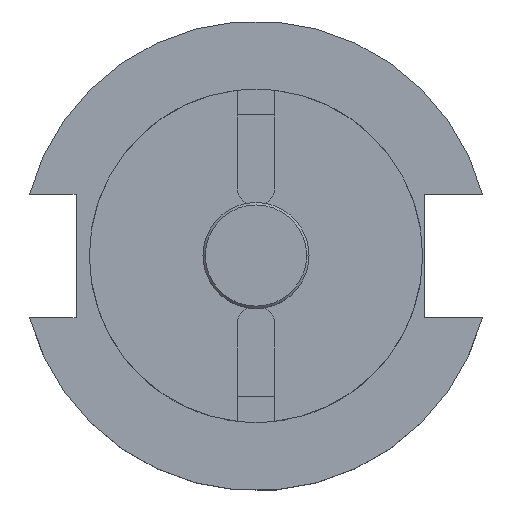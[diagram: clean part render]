
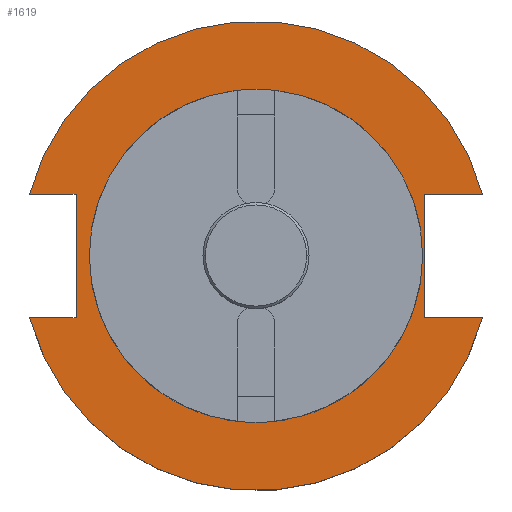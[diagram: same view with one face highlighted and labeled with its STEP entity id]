
A CAD part, top view. The second image highlights one B-rep face of the part: STEP entity #1619.
In plain terms, the highlighted planar face has unit normal (0, 0, 1).
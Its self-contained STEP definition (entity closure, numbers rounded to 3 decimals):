
#17 = EDGE_CURVE ( 'NONE', #1932, #920, #846, .T. ) ;
#102 = DIRECTION ( 'NONE',  ( 1., 0., 0. ) ) ;
#109 = CARTESIAN_POINT ( 'NONE',  ( 35.306, -12.954, 19.05 ) ) ;
#122 = VERTEX_POINT ( 'NONE', #1002 ) ;
#126 = EDGE_CURVE ( 'NONE', #434, #399, #226, .T. ) ;
#145 = AXIS2_PLACEMENT_3D ( 'NONE', #1078, #1087, #1094 ) ;
#168 = FACE_OUTER_BOUND ( 'NONE', #1532, .T. ) ;
#193 = ORIENTED_EDGE ( 'NONE', *, *, #1624, .F. ) ;
#203 = CIRCLE ( 'NONE', #1552, 49.212 ) ;
#206 = CARTESIAN_POINT ( 'NONE',  ( 34.925, 0., 19.05 ) ) ;
#226 = CIRCLE ( 'NONE', #1517, 34.925 ) ;
#258 = CARTESIAN_POINT ( 'NONE',  ( -63.719, -12.954, 19.05 ) ) ;
#287 = CARTESIAN_POINT ( 'NONE',  ( -37.719, 12.954, 19.05 ) ) ;
#288 = VECTOR ( 'NONE', #635, 1000. ) ;
#294 = DIRECTION ( 'NONE',  ( 0., 0., 1. ) ) ;
#304 = ORIENTED_EDGE ( 'NONE', *, *, #17, .F. ) ;
#308 = VERTEX_POINT ( 'NONE', #1963 ) ;
#313 = ORIENTED_EDGE ( 'NONE', *, *, #342, .F. ) ;
#341 = LINE ( 'NONE', #2180, #288 ) ;
#342 = EDGE_CURVE ( 'NONE', #1632, #308, #1582, .T. ) ;
#364 = ORIENTED_EDGE ( 'NONE', *, *, #466, .F. ) ;
#399 = VERTEX_POINT ( 'NONE', #206 ) ;
#400 = VECTOR ( 'NONE', #1742, 1000. ) ;
#401 = CARTESIAN_POINT ( 'NONE',  ( -34.925, 0., 19.05 ) ) ;
#434 = VERTEX_POINT ( 'NONE', #401 ) ;
#466 = EDGE_CURVE ( 'NONE', #399, #434, #1207, .T. ) ;
#563 = EDGE_CURVE ( 'NONE', #689, #867, #1052, .T. ) ;
#576 = DIRECTION ( 'NONE',  ( 0., 0., 1. ) ) ;
#596 = LINE ( 'NONE', #287, #637 ) ;
#599 = VECTOR ( 'NONE', #1921, 1000. ) ;
#612 = CARTESIAN_POINT ( 'NONE',  ( 0., 49.212, 19.05 ) ) ;
#633 = ORIENTED_EDGE ( 'NONE', *, *, #778, .T. ) ;
#635 = DIRECTION ( 'NONE',  ( -1., 0., 0. ) ) ;
#637 = VECTOR ( 'NONE', #1129, 1000. ) ;
#689 = VERTEX_POINT ( 'NONE', #698 ) ;
#698 = CARTESIAN_POINT ( 'NONE',  ( -37.719, 12.954, 19.05 ) ) ;
#748 = CARTESIAN_POINT ( 'NONE',  ( 35.306, -12.954, 19.05 ) ) ;
#778 = EDGE_CURVE ( 'NONE', #1632, #122, #1127, .T. ) ;
#788 = CARTESIAN_POINT ( 'NONE',  ( 0., 0., 19.05 ) ) ;
#796 = DIRECTION ( 'NONE',  ( 0., 0., 1. ) ) ;
#825 = DIRECTION ( 'NONE',  ( 1., 0., 0. ) ) ;
#846 = LINE ( 'NONE', #1830, #400 ) ;
#848 = CARTESIAN_POINT ( 'NONE',  ( 0., 0., 19.05 ) ) ;
#867 = VERTEX_POINT ( 'NONE', #1032 ) ;
#888 = CARTESIAN_POINT ( 'NONE',  ( -63.719, 12.954, 19.05 ) ) ;
#890 = DIRECTION ( 'NONE',  ( 0., 0., 1. ) ) ;
#900 = EDGE_CURVE ( 'NONE', #1504, #867, #203, .T. ) ;
#920 = VERTEX_POINT ( 'NONE', #748 ) ;
#925 = DIRECTION ( 'NONE',  ( 1., 0., 0. ) ) ;
#973 = AXIS2_PLACEMENT_3D ( 'NONE', #848, #890, #925 ) ;
#993 = ORIENTED_EDGE ( 'NONE', *, *, #563, .F. ) ;
#1002 = CARTESIAN_POINT ( 'NONE',  ( 47.477, -12.954, 19.05 ) ) ;
#1032 = CARTESIAN_POINT ( 'NONE',  ( -47.477, 12.954, 19.05 ) ) ;
#1052 = LINE ( 'NONE', #888, #599 ) ;
#1078 = CARTESIAN_POINT ( 'NONE',  ( 0., 0., 19.05 ) ) ;
#1087 = DIRECTION ( 'NONE',  ( 0., 0., 1. ) ) ;
#1094 = DIRECTION ( 'NONE',  ( 1., 0., 0. ) ) ;
#1127 = CIRCLE ( 'NONE', #973, 49.212 ) ;
#1129 = DIRECTION ( 'NONE',  ( 0., 1., 0. ) ) ;
#1149 = PLANE ( 'NONE',  #2158 ) ;
#1207 = CIRCLE ( 'NONE', #145, 34.925 ) ;
#1219 = DIRECTION ( 'NONE',  ( 1., 0., 0. ) ) ;
#1229 = CARTESIAN_POINT ( 'NONE',  ( 0., 0., 19.05 ) ) ;
#1291 = DIRECTION ( 'NONE',  ( 1., 0., 0. ) ) ;
#1388 = ORIENTED_EDGE ( 'NONE', *, *, #1539, .F. ) ;
#1504 = VERTEX_POINT ( 'NONE', #2017 ) ;
#1506 = FACE_BOUND ( 'NONE', #1948, .T. ) ;
#1517 = AXIS2_PLACEMENT_3D ( 'NONE', #788, #796, #825 ) ;
#1532 = EDGE_LOOP ( 'NONE', ( #633, #1388, #304, #1695, #1600, #993, #193, #313 ) ) ;
#1539 = EDGE_CURVE ( 'NONE', #920, #122, #1722, .T. ) ;
#1547 = EDGE_CURVE ( 'NONE', #1504, #1932, #341, .T. ) ;
#1552 = AXIS2_PLACEMENT_3D ( 'NONE', #1229, #576, #1219 ) ;
#1582 = LINE ( 'NONE', #258, #1745 ) ;
#1600 = ORIENTED_EDGE ( 'NONE', *, *, #900, .T. ) ;
#1619 = ADVANCED_FACE ( 'NONE', ( #1506, #168 ), #1149, .T. ) ;
#1624 = EDGE_CURVE ( 'NONE', #308, #689, #596, .T. ) ;
#1632 = VERTEX_POINT ( 'NONE', #2157 ) ;
#1695 = ORIENTED_EDGE ( 'NONE', *, *, #1547, .F. ) ;
#1722 = LINE ( 'NONE', #109, #2107 ) ;
#1742 = DIRECTION ( 'NONE',  ( 0., -1., 0. ) ) ;
#1745 = VECTOR ( 'NONE', #1291, 1000. ) ;
#1830 = CARTESIAN_POINT ( 'NONE',  ( 35.306, 12.954, 19.05 ) ) ;
#1921 = DIRECTION ( 'NONE',  ( -1., 0., 0. ) ) ;
#1932 = VERTEX_POINT ( 'NONE', #2003 ) ;
#1948 = EDGE_LOOP ( 'NONE', ( #364, #2106 ) ) ;
#1963 = CARTESIAN_POINT ( 'NONE',  ( -37.719, -12.954, 19.05 ) ) ;
#2003 = CARTESIAN_POINT ( 'NONE',  ( 35.306, 12.954, 19.05 ) ) ;
#2017 = CARTESIAN_POINT ( 'NONE',  ( 47.477, 12.954, 19.05 ) ) ;
#2106 = ORIENTED_EDGE ( 'NONE', *, *, #126, .F. ) ;
#2107 = VECTOR ( 'NONE', #2165, 1000. ) ;
#2157 = CARTESIAN_POINT ( 'NONE',  ( -47.477, -12.954, 19.05 ) ) ;
#2158 = AXIS2_PLACEMENT_3D ( 'NONE', #612, #294, #102 ) ;
#2165 = DIRECTION ( 'NONE',  ( 1., 0., 0. ) ) ;
#2180 = CARTESIAN_POINT ( 'NONE',  ( 35.306, 12.954, 19.05 ) ) ;
